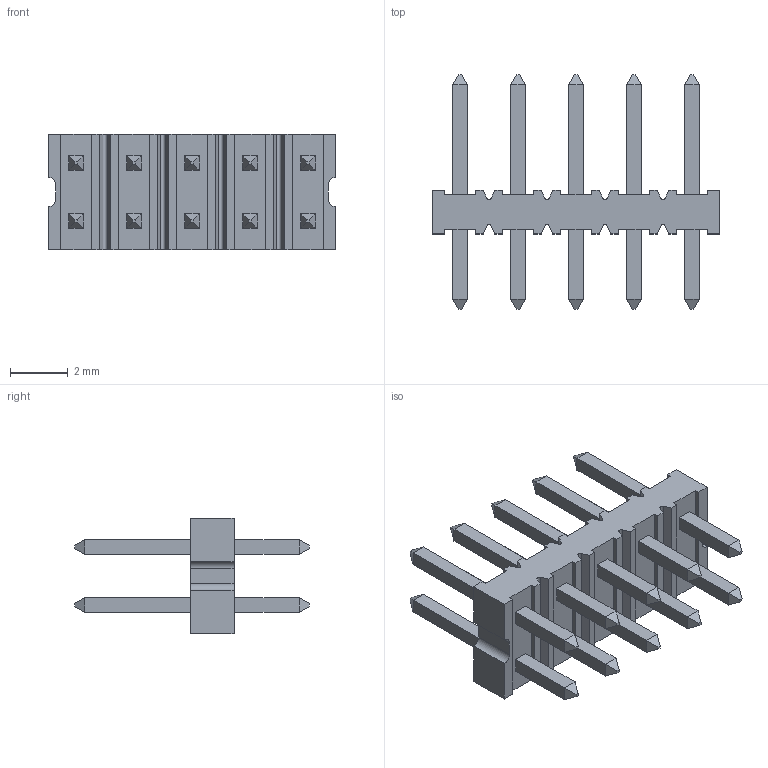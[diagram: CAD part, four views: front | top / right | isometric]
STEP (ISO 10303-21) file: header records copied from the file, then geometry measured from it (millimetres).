
FILE_DESCRIPTION (( 'STEP AP214' ), '1' );
FILE_NAME ('User Library-Header10.STEP', '2021-03-25T13:33:43', ( '' ), ( '' ), 'SwSTEP 2.0', 'SolidWorks 2020', '' );
FILE_SCHEMA (( 'AUTOMOTIVE_DESIGN' ));
Length unit declared in the file: millimetre
Products named in the file (1): User Library-Header10
Bounding box: 9.9 x 8.1 x 4 mm (x, y, z)
Volume: 66.1 mm3; surface area: 269.9 mm2
Topology: 1 solids, 1 shells, 266 faces, 652 edges, 408 vertices
Faces by surface type: plane 254, cylinder 12
Entity records: 10540 total; most frequent: CARTESIAN_POINT 1327, ORIENTED_EDGE 1304, DIRECTION 1210, EDGE_CURVE 652, VECTOR 628, LINE 628, VERTEX_POINT 408, AXIS2_PLACEMENT_3D 291
